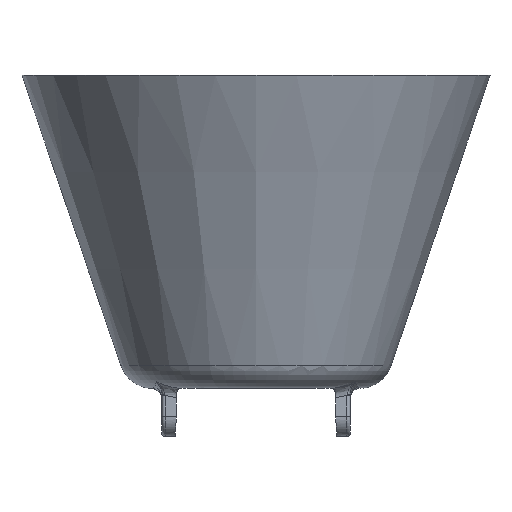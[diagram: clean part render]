
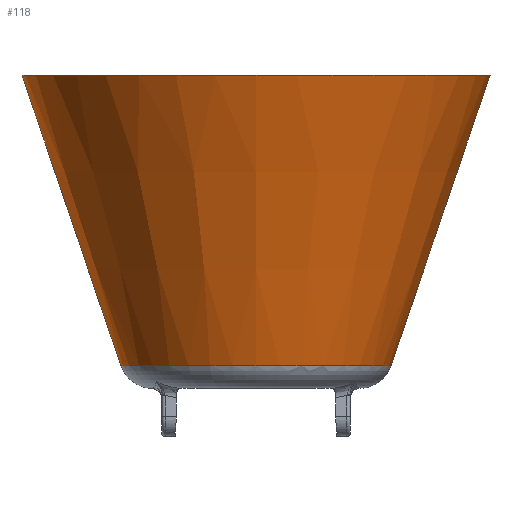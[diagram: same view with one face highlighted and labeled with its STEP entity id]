
A CAD part, front view. The second image highlights one B-rep face of the part: STEP entity #118.
In plain terms, the highlighted conical face has half-angle 18.825 degrees and reference radius 35 mm.
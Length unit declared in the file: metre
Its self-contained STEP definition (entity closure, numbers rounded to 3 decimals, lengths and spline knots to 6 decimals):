
#118 = ADVANCED_FACE( '', ( #303, #304 ), #305, .T. );
#303 = FACE_BOUND( '', #848, .T. );
#304 = FACE_OUTER_BOUND( '', #849, .T. );
#305 = CONICAL_SURFACE( '', #850, 0.035, 0.329 );
#848 = EDGE_LOOP( '', ( #3217 ) );
#849 = EDGE_LOOP( '', ( #3218 ) );
#850 = AXIS2_PLACEMENT_3D( '', #3219, #3220, #3221 );
#3217 = ORIENTED_EDGE( '', *, *, #3829, .T. );
#3218 = ORIENTED_EDGE( '', *, *, #3789, .F. );
#3219 = CARTESIAN_POINT( '', ( 0., 0., 0.047 ) );
#3220 = DIRECTION( '', ( 0., 0., 1. ) );
#3221 = DIRECTION( '', ( 1., 0., 0. ) );
#3789 = EDGE_CURVE( '', #4066, #4066, #4067, .T. );
#3829 = EDGE_CURVE( '', #4138, #4138, #4139, .F. );
#4066 = VERTEX_POINT( '', #4464 );
#4067 = CIRCLE( '', #4465, 0.035 );
#4138 = VERTEX_POINT( '', #4753 );
#4139 = CIRCLE( '', #4754, 0.0202 );
#4464 = CARTESIAN_POINT( '', ( 0.035, 0., 0.047 ) );
#4465 = AXIS2_PLACEMENT_3D( '', #5971, #5972, #5973 );
#4753 = CARTESIAN_POINT( '', ( -0.0202, 0., 0.003587 ) );
#4754 = AXIS2_PLACEMENT_3D( '', #6026, #6027, #6028 );
#5971 = CARTESIAN_POINT( '', ( 0., 0., 0.047 ) );
#5972 = DIRECTION( '', ( 0., 0., 1. ) );
#5973 = DIRECTION( '', ( 1., 0., 0. ) );
#6026 = CARTESIAN_POINT( '', ( 0., 0., 0.003587 ) );
#6027 = DIRECTION( '', ( 0., 0., -1. ) );
#6028 = DIRECTION( '', ( -1., 0., 0. ) );
